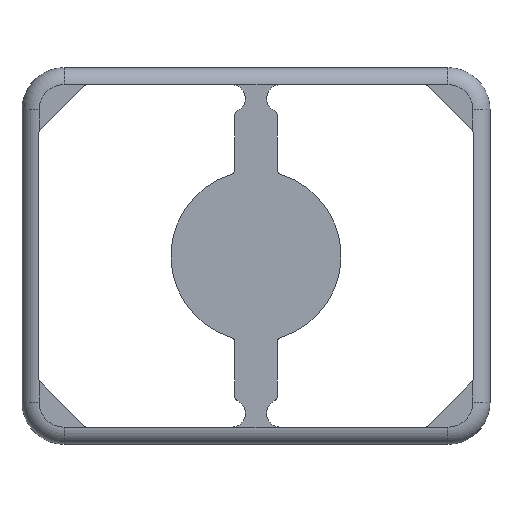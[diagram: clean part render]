
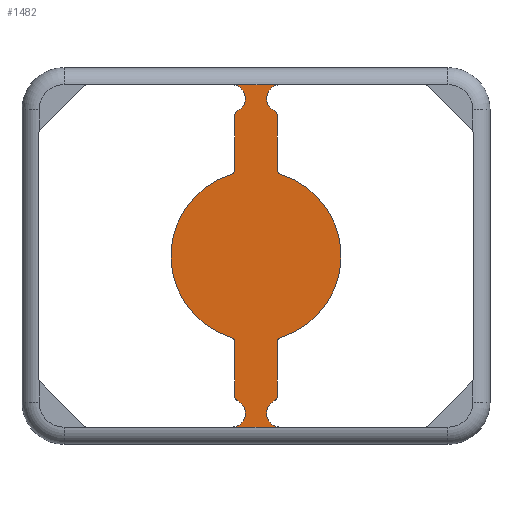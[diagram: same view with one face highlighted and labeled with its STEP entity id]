
A CAD part, top view. The second image highlights one B-rep face of the part: STEP entity #1482.
In plain terms, the highlighted face is planar.
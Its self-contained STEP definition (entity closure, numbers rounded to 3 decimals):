
#153=CIRCLE('',#1613,4.);
#154=CIRCLE('',#1615,0.25);
#155=CIRCLE('',#1618,0.25);
#156=CIRCLE('',#1620,0.65);
#158=CIRCLE('',#1628,0.245);
#159=CIRCLE('',#1630,0.65);
#164=CIRCLE('',#1641,0.65);
#165=CIRCLE('',#1643,0.25);
#166=CIRCLE('',#1646,0.25);
#167=CIRCLE('',#1648,4.);
#168=CIRCLE('',#1650,0.25);
#169=CIRCLE('',#1652,0.25);
#170=CIRCLE('',#1655,0.245);
#171=CIRCLE('',#1659,0.65);
#508=ORIENTED_EDGE('',*,*,#767,.F.);
#509=ORIENTED_EDGE('',*,*,#686,.F.);
#510=ORIENTED_EDGE('',*,*,#805,.T.);
#511=ORIENTED_EDGE('',*,*,#798,.T.);
#512=ORIENTED_EDGE('',*,*,#796,.T.);
#513=ORIENTED_EDGE('',*,*,#794,.T.);
#514=ORIENTED_EDGE('',*,*,#744,.T.);
#515=ORIENTED_EDGE('',*,*,#747,.T.);
#516=ORIENTED_EDGE('',*,*,#749,.T.);
#517=ORIENTED_EDGE('',*,*,#751,.T.);
#518=ORIENTED_EDGE('',*,*,#752,.T.);
#519=ORIENTED_EDGE('',*,*,#665,.F.);
#520=ORIENTED_EDGE('',*,*,#784,.F.);
#521=ORIENTED_EDGE('',*,*,#786,.F.);
#522=ORIENTED_EDGE('',*,*,#788,.F.);
#523=ORIENTED_EDGE('',*,*,#790,.F.);
#524=ORIENTED_EDGE('',*,*,#792,.F.);
#525=ORIENTED_EDGE('',*,*,#793,.F.);
#526=ORIENTED_EDGE('',*,*,#763,.F.);
#527=ORIENTED_EDGE('',*,*,#766,.F.);
#665=EDGE_CURVE('',#870,#871,#990,.T.);
#686=EDGE_CURVE('',#885,#886,#997,.T.);
#744=EDGE_CURVE('',#925,#924,#153,.T.);
#747=EDGE_CURVE('',#924,#926,#154,.T.);
#749=EDGE_CURVE('',#926,#927,#1028,.T.);
#751=EDGE_CURVE('',#927,#928,#155,.T.);
#752=EDGE_CURVE('',#928,#871,#156,.T.);
#763=EDGE_CURVE('',#933,#934,#1039,.T.);
#766=EDGE_CURVE('',#935,#933,#158,.T.);
#767=EDGE_CURVE('',#886,#935,#159,.T.);
#784=EDGE_CURVE('',#945,#870,#164,.T.);
#786=EDGE_CURVE('',#946,#945,#165,.T.);
#788=EDGE_CURVE('',#947,#946,#1056,.T.);
#790=EDGE_CURVE('',#948,#947,#166,.T.);
#792=EDGE_CURVE('',#949,#948,#167,.T.);
#793=EDGE_CURVE('',#934,#949,#168,.T.);
#794=EDGE_CURVE('',#950,#925,#169,.T.);
#796=EDGE_CURVE('',#951,#950,#1060,.T.);
#798=EDGE_CURVE('',#952,#951,#170,.T.);
#805=EDGE_CURVE('',#885,#952,#171,.T.);
#870=VERTEX_POINT('',#2266);
#871=VERTEX_POINT('',#2268);
#885=VERTEX_POINT('',#2317);
#886=VERTEX_POINT('',#2319);
#924=VERTEX_POINT('',#2435);
#925=VERTEX_POINT('',#2437);
#926=VERTEX_POINT('',#2441);
#927=VERTEX_POINT('',#2445);
#928=VERTEX_POINT('',#2449);
#933=VERTEX_POINT('',#2472);
#934=VERTEX_POINT('',#2474);
#935=VERTEX_POINT('',#2478);
#945=VERTEX_POINT('',#2513);
#946=VERTEX_POINT('',#2517);
#947=VERTEX_POINT('',#2521);
#948=VERTEX_POINT('',#2525);
#949=VERTEX_POINT('',#2529);
#950=VERTEX_POINT('',#2535);
#951=VERTEX_POINT('',#2539);
#952=VERTEX_POINT('',#2543);
#990=LINE('',#2267,#1104);
#997=LINE('',#2318,#1111);
#1028=LINE('',#2446,#1142);
#1039=LINE('',#2473,#1153);
#1056=LINE('',#2522,#1170);
#1060=LINE('',#2538,#1174);
#1104=VECTOR('',#1791,1000.);
#1111=VECTOR('',#1832,1000.);
#1142=VECTOR('',#1965,1000.);
#1153=VECTOR('',#1996,1000.);
#1170=VECTOR('',#2049,1000.);
#1174=VECTOR('',#2071,1000.);
#1265=EDGE_LOOP('',(#508,#509,#510,#511,#512,#513,#514,#515,#516,#517,#518,
#519,#520,#521,#522,#523,#524,#525,#526,#527));
#1361=FACE_BOUND('',#1265,.T.);
#1407=PLANE('',#1667);
#1482=ADVANCED_FACE('',(#1361),#1407,.F.);
#1613=AXIS2_PLACEMENT_3D('',#2436,#1954,#1955);
#1615=AXIS2_PLACEMENT_3D('',#2442,#1960,#1961);
#1618=AXIS2_PLACEMENT_3D('',#2450,#1969,#1970);
#1620=AXIS2_PLACEMENT_3D('',#2452,#1973,#1974);
#1628=AXIS2_PLACEMENT_3D('',#2479,#2001,#2002);
#1630=AXIS2_PLACEMENT_3D('',#2481,#2005,#2006);
#1641=AXIS2_PLACEMENT_3D('',#2514,#2039,#2040);
#1643=AXIS2_PLACEMENT_3D('',#2518,#2044,#2045);
#1646=AXIS2_PLACEMENT_3D('',#2526,#2053,#2054);
#1648=AXIS2_PLACEMENT_3D('',#2530,#2058,#2059);
#1650=AXIS2_PLACEMENT_3D('',#2532,#2062,#2063);
#1652=AXIS2_PLACEMENT_3D('',#2534,#2066,#2067);
#1655=AXIS2_PLACEMENT_3D('',#2542,#2075,#2076);
#1659=AXIS2_PLACEMENT_3D('',#2555,#2089,#2090);
#1667=AXIS2_PLACEMENT_3D('',#2574,#2109,#2110);
#1791=DIRECTION('',(0.,0.,1.));
#1832=DIRECTION('',(0.,0.,-1.));
#1954=DIRECTION('',(0.,1.,0.));
#1955=DIRECTION('',(-1.,0.,0.));
#1960=DIRECTION('',(0.,-1.,0.));
#1961=DIRECTION('',(-1.,0.,0.));
#1965=DIRECTION('',(1.,0.,0.));
#1969=DIRECTION('',(0.,1.,0.));
#1970=DIRECTION('',(-1.,0.,0.));
#1973=DIRECTION('',(0.,-1.,0.));
#1974=DIRECTION('',(-1.,0.,0.));
#1996=DIRECTION('',(1.,0.,0.));
#2001=DIRECTION('',(0.,-1.,0.));
#2002=DIRECTION('',(-1.,0.,0.));
#2005=DIRECTION('',(0.,1.,0.));
#2006=DIRECTION('',(-1.,0.,0.));
#2039=DIRECTION('',(0.,1.,0.));
#2040=DIRECTION('',(-1.,0.,0.));
#2044=DIRECTION('',(0.,-1.,0.));
#2045=DIRECTION('',(-1.,0.,0.));
#2049=DIRECTION('',(1.,0.,0.));
#2053=DIRECTION('',(0.,1.,0.));
#2054=DIRECTION('',(-1.,0.,0.));
#2058=DIRECTION('',(0.,-1.,0.));
#2059=DIRECTION('',(-1.,0.,0.));
#2062=DIRECTION('',(0.,1.,0.));
#2063=DIRECTION('',(-1.,0.,0.));
#2066=DIRECTION('',(0.,-1.,0.));
#2067=DIRECTION('',(-1.,0.,0.));
#2071=DIRECTION('',(1.,0.,0.));
#2075=DIRECTION('',(0.,1.,0.));
#2076=DIRECTION('',(-1.,0.,0.));
#2089=DIRECTION('',(0.,-1.,0.));
#2090=DIRECTION('',(-1.,0.,0.));
#2109=DIRECTION('',(0.,-1.,0.));
#2110=DIRECTION('',(0.,0.,-1.));
#2266=CARTESIAN_POINT('',(8.05,0.,-1.15));
#2267=CARTESIAN_POINT('',(8.05,0.,-9.025));
#2268=CARTESIAN_POINT('',(8.05,0.,1.15));
#2317=CARTESIAN_POINT('',(-8.05,0.,1.15));
#2318=CARTESIAN_POINT('',(-8.05,0.,9.025));
#2319=CARTESIAN_POINT('',(-8.05,0.,-1.15));
#2435=CARTESIAN_POINT('',(3.823,0.,1.176));
#2436=CARTESIAN_POINT('',(0.,0.,0.));
#2437=CARTESIAN_POINT('',(-3.823,0.,1.176));
#2441=CARTESIAN_POINT('',(4.062,0.,1.));
#2442=CARTESIAN_POINT('',(4.062,0.,1.25));
#2445=CARTESIAN_POINT('',(6.594,0.,1.));
#2446=CARTESIAN_POINT('',(4.062,0.,1.));
#2449=CARTESIAN_POINT('',(6.818,0.,0.861));
#2450=CARTESIAN_POINT('',(6.594,0.,0.75));
#2452=CARTESIAN_POINT('',(7.4,0.,1.15));
#2472=CARTESIAN_POINT('',(-6.597,0.,-1.));
#2473=CARTESIAN_POINT('',(-6.597,0.,-1.));
#2474=CARTESIAN_POINT('',(-4.062,0.,-1.));
#2478=CARTESIAN_POINT('',(-6.817,0.,-0.863));
#2479=CARTESIAN_POINT('',(-6.597,0.,-0.755));
#2481=CARTESIAN_POINT('',(-7.4,0.,-1.15));
#2513=CARTESIAN_POINT('',(6.818,0.,-0.861));
#2514=CARTESIAN_POINT('',(7.4,0.,-1.15));
#2517=CARTESIAN_POINT('',(6.594,0.,-1.));
#2518=CARTESIAN_POINT('',(6.594,0.,-0.75));
#2521=CARTESIAN_POINT('',(4.062,0.,-1.));
#2522=CARTESIAN_POINT('',(4.062,0.,-1.));
#2525=CARTESIAN_POINT('',(3.823,0.,-1.176));
#2526=CARTESIAN_POINT('',(4.062,0.,-1.25));
#2529=CARTESIAN_POINT('',(-3.823,0.,-1.176));
#2530=CARTESIAN_POINT('',(0.,0.,0.));
#2532=CARTESIAN_POINT('',(-4.062,0.,-1.25));
#2534=CARTESIAN_POINT('',(-4.062,0.,1.25));
#2535=CARTESIAN_POINT('',(-4.062,0.,1.));
#2538=CARTESIAN_POINT('',(-6.597,0.,1.));
#2539=CARTESIAN_POINT('',(-6.597,0.,1.));
#2542=CARTESIAN_POINT('',(-6.597,0.,0.755));
#2543=CARTESIAN_POINT('',(-6.817,0.,0.863));
#2555=CARTESIAN_POINT('',(-7.4,0.,1.15));
#2574=CARTESIAN_POINT('',(6.85,0.,9.025));
